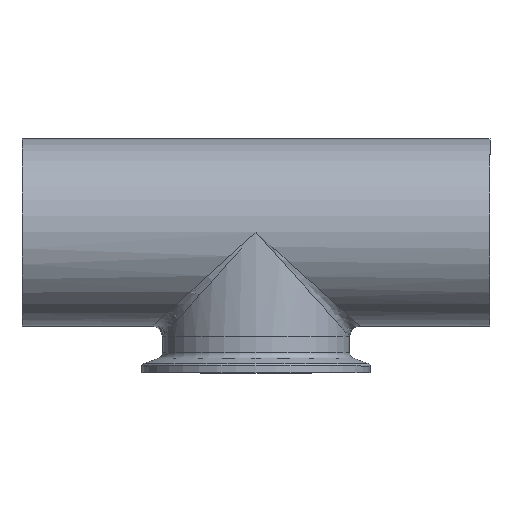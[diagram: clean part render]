
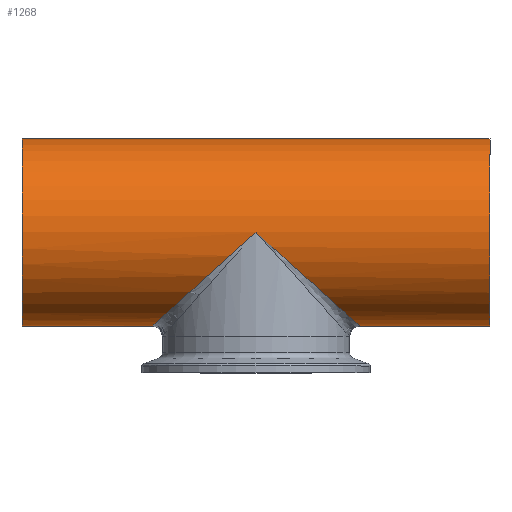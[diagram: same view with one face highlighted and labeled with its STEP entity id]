
A CAD part, top view. The second image highlights one B-rep face of the part: STEP entity #1268.
In plain terms, the highlighted cylindrical face has radius 31.75 mm (diameter 63.5 mm), a full revolution.
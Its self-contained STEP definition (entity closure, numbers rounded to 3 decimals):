
#1039=CARTESIAN_POINT('',(79.4,0.0,31.75));
#1040=VERTEX_POINT('',#1039);
#1048=CARTESIAN_POINT('',(79.4,0.0,-31.75));
#1049=VERTEX_POINT('',#1048);
#1050=CARTESIAN_POINT('',(79.4,0.0,0.0));
#1051=DIRECTION('',(-0.669,0.743,0.0));
#1052=DIRECTION('',(0.743,0.669,0.0));
#1053=AXIS2_PLACEMENT_3D('',#1050,#1051,#1052);
#1054=ELLIPSE('',#1053,47.441,31.75);
#1055=EDGE_CURVE('',#1040,#1049,#1054,.T.);
#1132=CARTESIAN_POINT('',(79.4,0.0,0.0));
#1133=DIRECTION('',(0.669,0.743,0.0));
#1134=DIRECTION('',(-0.743,0.669,0.0));
#1135=AXIS2_PLACEMENT_3D('',#1132,#1133,#1134);
#1136=ELLIPSE('',#1135,47.441,31.75);
#1137=EDGE_CURVE('',#1049,#1040,#1136,.T.);
#1222=CARTESIAN_POINT('',(0.,31.75,0.0));
#1223=VERTEX_POINT('',#1222);
#1224=CARTESIAN_POINT('',(0.,0.0,0.0));
#1225=DIRECTION('',(1.0,0.0,0.0));
#1226=DIRECTION('',(0.0,1.0,0.0));
#1227=AXIS2_PLACEMENT_3D('',#1224,#1225,#1226);
#1228=CIRCLE('',#1227,31.75);
#1229=EDGE_CURVE('',#1223,#1223,#1228,.T.);
#1245=CARTESIAN_POINT('',(79.4,0.0,0.0));
#1246=DIRECTION('',(1.0,0.0,0.0));
#1247=DIRECTION('',(0.0,1.0,0.0));
#1248=AXIS2_PLACEMENT_3D('',#1245,#1246,#1247);
#1249=CYLINDRICAL_SURFACE('',#1248,31.75);
#1250=CARTESIAN_POINT('',(158.8,31.75,0.0));
#1251=VERTEX_POINT('',#1250);
#1252=CARTESIAN_POINT('',(158.8,0.0,0.0));
#1253=DIRECTION('',(1.0,0.0,0.0));
#1254=DIRECTION('',(0.0,1.0,0.0));
#1255=AXIS2_PLACEMENT_3D('',#1252,#1253,#1254);
#1256=CIRCLE('',#1255,31.75);
#1257=EDGE_CURVE('',#1251,#1251,#1256,.T.);
#1258=ORIENTED_EDGE('',*,*,#1257,.F.);
#1259=EDGE_LOOP('',(#1258));
#1260=FACE_OUTER_BOUND('',#1259,.T.);
#1261=ORIENTED_EDGE('',*,*,#1055,.F.);
#1262=ORIENTED_EDGE('',*,*,#1137,.F.);
#1263=EDGE_LOOP('',(#1261,#1262));
#1264=FACE_BOUND('',#1263,.T.);
#1265=ORIENTED_EDGE('',*,*,#1229,.T.);
#1266=EDGE_LOOP('',(#1265));
#1267=FACE_BOUND('',#1266,.T.);
#1268=ADVANCED_FACE('',(#1260,#1264,#1267),#1249,.T.);
